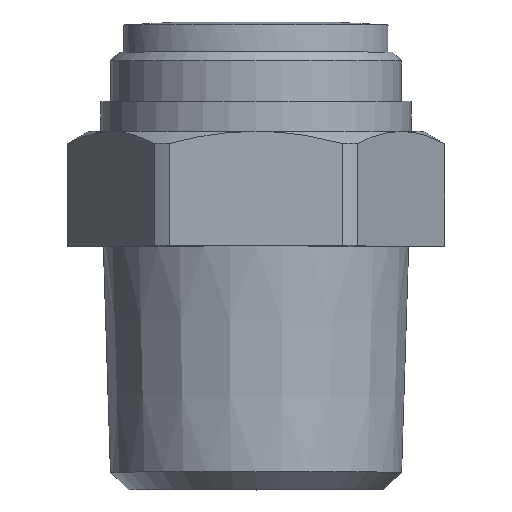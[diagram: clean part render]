
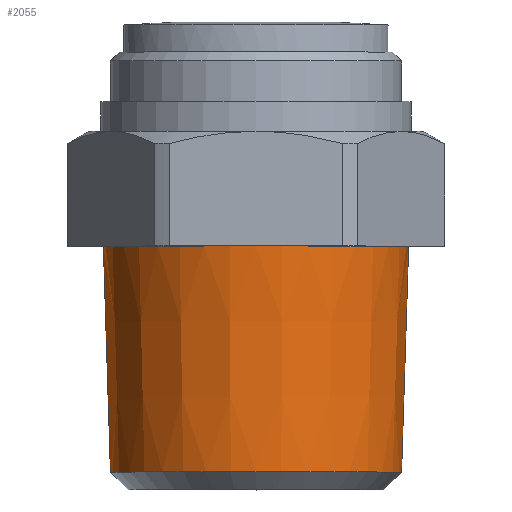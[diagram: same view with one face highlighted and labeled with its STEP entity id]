
A CAD part, top view. The second image highlights one B-rep face of the part: STEP entity #2055.
In plain terms, the highlighted conical face has half-angle 1.79 degrees and reference radius 8.65 mm.
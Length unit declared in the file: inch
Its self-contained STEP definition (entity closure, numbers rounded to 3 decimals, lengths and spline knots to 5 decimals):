
#48 = CARTESIAN_POINT ( 'NONE',  ( 0.3248, 0.03935, 0. ) ) ;
#195 = ORIENTED_EDGE ( 'NONE', *, *, #300, .T. ) ;
#198 = CARTESIAN_POINT ( 'NONE',  ( 0., 0.54331, 0. ) ) ;
#236 = AXIS2_PLACEMENT_3D ( 'NONE', #2075, #390, #895 ) ;
#300 = EDGE_CURVE ( 'NONE', #1471, #1506, #1468, .T. ) ;
#336 = DIRECTION ( 'NONE',  ( 0., 1., 0. ) ) ;
#363 = CARTESIAN_POINT ( 'NONE',  ( -0.3248, 0.03935, 0. ) ) ;
#368 = DIRECTION ( 'NONE',  ( -1., 0., 0. ) ) ;
#390 = DIRECTION ( 'NONE',  ( 0., 1., 0. ) ) ;
#423 = CARTESIAN_POINT ( 'NONE',  ( -0.34055, 0.54331, 0. ) ) ;
#472 = EDGE_CURVE ( 'NONE', #972, #1586, #1254, .T. ) ;
#497 = VECTOR ( 'NONE', #1026, 39.37008 ) ;
#557 = LINE ( 'NONE', #2042, #497 ) ;
#895 = DIRECTION ( 'NONE',  ( -1., 0., 0. ) ) ;
#917 = CARTESIAN_POINT ( 'NONE',  ( -0.34055, 0.54331, 0. ) ) ;
#970 = AXIS2_PLACEMENT_3D ( 'NONE', #198, #1384, #368 ) ;
#972 = VERTEX_POINT ( 'NONE', #1102 ) ;
#1026 = DIRECTION ( 'NONE',  ( 0.031, 1., 0. ) ) ;
#1102 = CARTESIAN_POINT ( 'NONE',  ( 0.34055, 0.54331, 0. ) ) ;
#1248 = CONICAL_SURFACE ( 'NONE', #236, 0.34055, 0.031 ) ;
#1254 = CIRCLE ( 'NONE', #970, 0.34055 ) ;
#1289 = ORIENTED_EDGE ( 'NONE', *, *, #2105, .F. ) ;
#1353 = CARTESIAN_POINT ( 'NONE',  ( 0., 0.03935, 0. ) ) ;
#1384 = DIRECTION ( 'NONE',  ( 0., -1., 0. ) ) ;
#1413 = FACE_OUTER_BOUND ( 'NONE', #1678, .T. ) ;
#1468 = CIRCLE ( 'NONE', #1881, 0.3248 ) ;
#1471 = VERTEX_POINT ( 'NONE', #363 ) ;
#1506 = VERTEX_POINT ( 'NONE', #48 ) ;
#1527 = DIRECTION ( 'NONE',  ( -1., 0., 0. ) ) ;
#1586 = VERTEX_POINT ( 'NONE', #423 ) ;
#1653 = LINE ( 'NONE', #917, #1707 ) ;
#1678 = EDGE_LOOP ( 'NONE', ( #195, #2174, #2008, #1289 ) ) ;
#1707 = VECTOR ( 'NONE', #1933, 39.37008 ) ;
#1881 = AXIS2_PLACEMENT_3D ( 'NONE', #1353, #336, #1527 ) ;
#1933 = DIRECTION ( 'NONE',  ( -0.031, 1., 0. ) ) ;
#1937 = EDGE_CURVE ( 'NONE', #1506, #972, #557, .T. ) ;
#2008 = ORIENTED_EDGE ( 'NONE', *, *, #472, .T. ) ;
#2042 = CARTESIAN_POINT ( 'NONE',  ( 0.34055, 0.54331, 0. ) ) ;
#2055 = ADVANCED_FACE ( 'NONE', ( #1413 ), #1248, .T. ) ;
#2075 = CARTESIAN_POINT ( 'NONE',  ( 0., 0.54331, 0. ) ) ;
#2105 = EDGE_CURVE ( 'NONE', #1471, #1586, #1653, .T. ) ;
#2174 = ORIENTED_EDGE ( 'NONE', *, *, #1937, .T. ) ;
